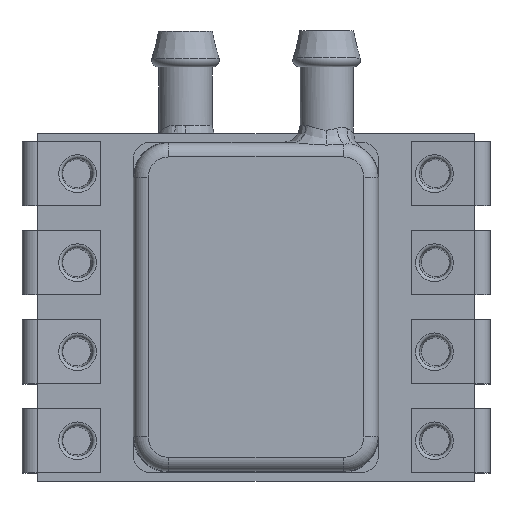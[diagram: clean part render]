
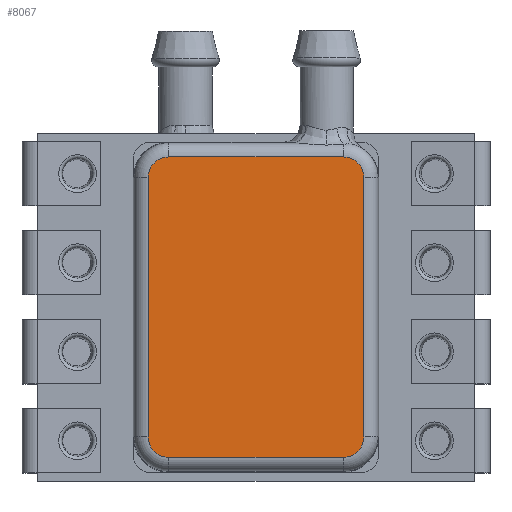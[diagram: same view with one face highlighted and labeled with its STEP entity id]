
A CAD part, top view. The second image highlights one B-rep face of the part: STEP entity #8067.
In plain terms, the highlighted face is planar.
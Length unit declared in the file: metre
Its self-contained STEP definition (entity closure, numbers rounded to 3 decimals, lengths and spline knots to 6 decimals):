
#587=LINE('',#15239,#1201);
#589=LINE('',#15251,#1203);
#594=LINE('',#15649,#1208);
#595=LINE('',#15651,#1209);
#1201=VECTOR('',#11423,1.);
#1203=VECTOR('',#11437,1.);
#1208=VECTOR('',#11498,1.);
#1209=VECTOR('',#11501,1.);
#1563=PLANE('',#9271);
#3969=ORIENTED_EDGE('',*,*,#5172,.T.);
#3970=ORIENTED_EDGE('',*,*,#5169,.T.);
#3971=ORIENTED_EDGE('',*,*,#5166,.T.);
#3972=ORIENTED_EDGE('',*,*,#5163,.T.);
#3973=ORIENTED_EDGE('',*,*,#5160,.T.);
#3974=ORIENTED_EDGE('',*,*,#5207,.T.);
#3975=ORIENTED_EDGE('',*,*,#5190,.T.);
#3976=ORIENTED_EDGE('',*,*,#5206,.T.);
#5160=EDGE_CURVE('',#5925,#5928,#6351,.T.);
#5163=EDGE_CURVE('',#5929,#5925,#587,.T.);
#5166=EDGE_CURVE('',#5931,#5929,#6355,.T.);
#5169=EDGE_CURVE('',#5933,#5931,#589,.T.);
#5172=EDGE_CURVE('',#5935,#5933,#6359,.T.);
#5190=EDGE_CURVE('',#5953,#5952,#6367,.T.);
#5206=EDGE_CURVE('',#5952,#5935,#594,.T.);
#5207=EDGE_CURVE('',#5928,#5953,#595,.T.);
#5925=VERTEX_POINT('',#15227);
#5928=VERTEX_POINT('',#15232);
#5929=VERTEX_POINT('',#15236);
#5931=VERTEX_POINT('',#15242);
#5933=VERTEX_POINT('',#15248);
#5935=VERTEX_POINT('',#15254);
#5952=VERTEX_POINT('',#15385);
#5953=VERTEX_POINT('',#15387);
#6351=CIRCLE('',#9234,0.000581);
#6355=CIRCLE('',#9240,0.000581);
#6359=CIRCLE('',#9246,0.000581);
#6367=CIRCLE('',#9262,0.000581);
#6947=EDGE_LOOP('',(#3969,#3970,#3971,#3972,#3973,#3974,#3975,#3976));
#7552=FACE_BOUND('',#6947,.T.);
#8067=ADVANCED_FACE('',(#7552),#1563,.T.);
#9234=AXIS2_PLACEMENT_3D('',#15233,#11416,#11417);
#9240=AXIS2_PLACEMENT_3D('',#15245,#11430,#11431);
#9246=AXIS2_PLACEMENT_3D('',#15257,#11444,#11445);
#9262=AXIS2_PLACEMENT_3D('',#15386,#11476,#11477);
#9271=AXIS2_PLACEMENT_3D('',#15650,#11499,#11500);
#11416=DIRECTION('',(0.,0.,-1.));
#11417=DIRECTION('',(-1.,0.,0.));
#11423=DIRECTION('',(0.,1.,0.));
#11430=DIRECTION('',(0.,0.,-1.));
#11431=DIRECTION('',(0.,-1.,0.));
#11437=DIRECTION('',(-1.,0.,0.));
#11444=DIRECTION('',(0.,0.,-1.));
#11445=DIRECTION('',(1.,0.,0.));
#11476=DIRECTION('',(0.,0.,-1.));
#11477=DIRECTION('',(0.,1.,0.));
#11498=DIRECTION('',(0.,-1.,0.));
#11499=DIRECTION('',(0.,0.,-1.));
#11500=DIRECTION('',(1.,0.,0.));
#11501=DIRECTION('',(1.,0.,0.));
#15227=CARTESIAN_POINT('',(0.021551,-0.034843,-0.003586));
#15232=CARTESIAN_POINT('',(0.022133,-0.034262,-0.003586));
#15233=CARTESIAN_POINT('',(0.022133,-0.034843,-0.003586));
#15236=CARTESIAN_POINT('',(0.021551,-0.039833,-0.003586));
#15239=CARTESIAN_POINT('',(0.021551,-0.039833,-0.003586));
#15242=CARTESIAN_POINT('',(0.022133,-0.040414,-0.003586));
#15245=CARTESIAN_POINT('',(0.022133,-0.039833,-0.003586));
#15248=CARTESIAN_POINT('',(0.029533,-0.040414,-0.003586));
#15251=CARTESIAN_POINT('',(0.029533,-0.040414,-0.003586));
#15254=CARTESIAN_POINT('',(0.030114,-0.039833,-0.003586));
#15257=CARTESIAN_POINT('',(0.029533,-0.039833,-0.003586));
#15385=CARTESIAN_POINT('',(0.030114,-0.034843,-0.003586));
#15386=CARTESIAN_POINT('',(0.029533,-0.034843,-0.003586));
#15387=CARTESIAN_POINT('',(0.029533,-0.034262,-0.003586));
#15649=CARTESIAN_POINT('',(0.030114,-0.034843,-0.003586));
#15650=CARTESIAN_POINT('',(0.025832,-0.037343,-0.003586));
#15651=CARTESIAN_POINT('',(0.022133,-0.034262,-0.003586));
